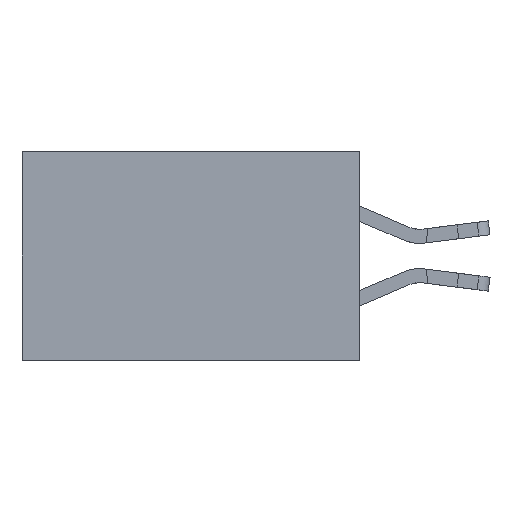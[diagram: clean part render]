
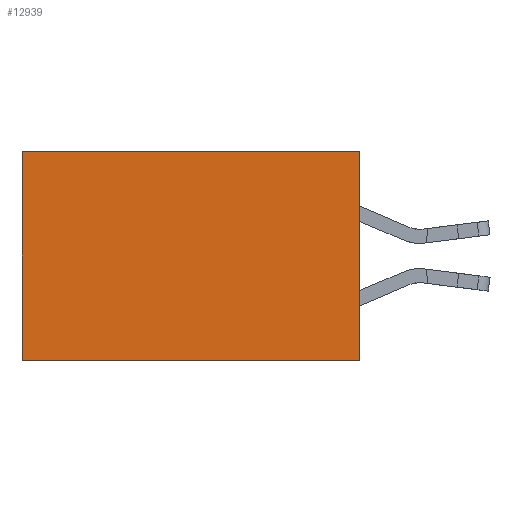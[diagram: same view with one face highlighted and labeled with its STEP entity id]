
A CAD part, left-side view. The second image highlights one B-rep face of the part: STEP entity #12939.
In plain terms, the highlighted planar face has unit normal (-1, 0, 0).
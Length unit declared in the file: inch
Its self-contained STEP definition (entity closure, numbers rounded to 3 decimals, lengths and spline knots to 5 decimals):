
#62 = LINE ( 'NONE', #9515, #4997 ) ;
#1065 = EDGE_CURVE ( 'NONE', #1798, #1844, #18505, .T. ) ;
#1754 = ORIENTED_EDGE ( 'NONE', *, *, #19009, .T. ) ;
#1798 = VERTEX_POINT ( 'NONE', #18039 ) ;
#1844 = VERTEX_POINT ( 'NONE', #18671 ) ;
#4997 = VECTOR ( 'NONE', #11643, 39.37008 ) ;
#5994 = FACE_OUTER_BOUND ( 'NONE', #23892, .T. ) ;
#7156 = CARTESIAN_POINT ( 'NONE',  ( 0.2875, 0., -0.37 ) ) ;
#8012 = VECTOR ( 'NONE', #14059, 39.37008 ) ;
#8153 = ORIENTED_EDGE ( 'NONE', *, *, #17742, .F. ) ;
#9515 = CARTESIAN_POINT ( 'NONE',  ( 0.2875, 0., 0. ) ) ;
#9827 = DIRECTION ( 'NONE',  ( 0., 0., -1. ) ) ;
#10301 = EDGE_CURVE ( 'NONE', #18727, #18638, #22237, .T. ) ;
#11036 = CARTESIAN_POINT ( 'NONE',  ( 0.2875, 0., -0.37 ) ) ;
#11643 = DIRECTION ( 'NONE',  ( 0., 0., -1. ) ) ;
#12025 = DIRECTION ( 'NONE',  ( 1., 0., 0. ) ) ;
#12939 = ADVANCED_FACE ( 'NONE', ( #5994 ), #22497, .F. ) ;
#13467 = DIRECTION ( 'NONE',  ( 0., 1., 0. ) ) ;
#13619 = AXIS2_PLACEMENT_3D ( 'NONE', #18283, #12025, #26714 ) ;
#14059 = DIRECTION ( 'NONE',  ( 0., 1., 0. ) ) ;
#15321 = VECTOR ( 'NONE', #13467, 39.37008 ) ;
#17028 = CARTESIAN_POINT ( 'NONE',  ( 0.2875, 0.6, -0.37 ) ) ;
#17233 = ORIENTED_EDGE ( 'NONE', *, *, #1065, .T. ) ;
#17742 = EDGE_CURVE ( 'NONE', #1798, #18727, #62, .T. ) ;
#17777 = VECTOR ( 'NONE', #9827, 39.37008 ) ;
#18039 = CARTESIAN_POINT ( 'NONE',  ( 0.2875, 0., 0. ) ) ;
#18283 = CARTESIAN_POINT ( 'NONE',  ( 0.2875, 0., 0. ) ) ;
#18440 = LINE ( 'NONE', #20321, #17777 ) ;
#18505 = LINE ( 'NONE', #26371, #8012 ) ;
#18638 = VERTEX_POINT ( 'NONE', #17028 ) ;
#18671 = CARTESIAN_POINT ( 'NONE',  ( 0.2875, 0.6, 0. ) ) ;
#18727 = VERTEX_POINT ( 'NONE', #11036 ) ;
#19009 = EDGE_CURVE ( 'NONE', #1844, #18638, #18440, .T. ) ;
#20321 = CARTESIAN_POINT ( 'NONE',  ( 0.2875, 0.6, 0. ) ) ;
#22237 = LINE ( 'NONE', #7156, #15321 ) ;
#22497 = PLANE ( 'NONE',  #13619 ) ;
#23892 = EDGE_LOOP ( 'NONE', ( #1754, #24063, #8153, #17233 ) ) ;
#24063 = ORIENTED_EDGE ( 'NONE', *, *, #10301, .F. ) ;
#26371 = CARTESIAN_POINT ( 'NONE',  ( 0.2875, 0., 0. ) ) ;
#26714 = DIRECTION ( 'NONE',  ( 0., 0., -1. ) ) ;
